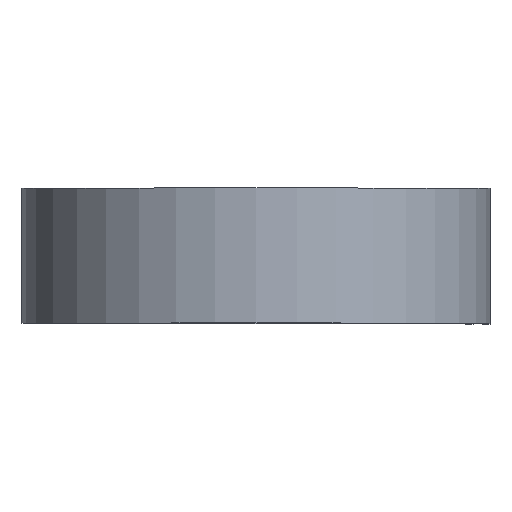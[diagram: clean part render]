
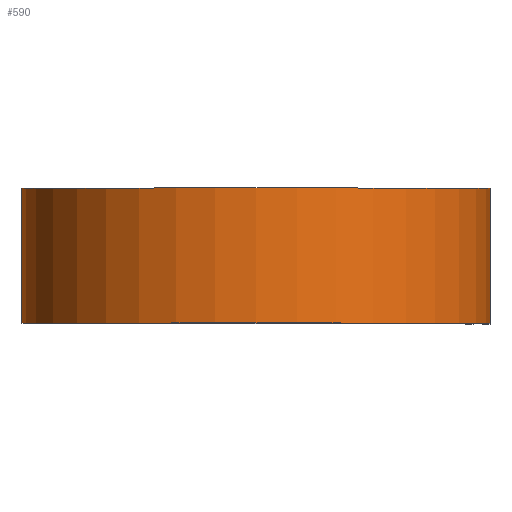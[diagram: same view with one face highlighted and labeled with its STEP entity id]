
A CAD part, top view. The second image highlights one B-rep face of the part: STEP entity #590.
In plain terms, the highlighted cylindrical face has radius 38.519 mm (diameter 77.038 mm), a partial arc.
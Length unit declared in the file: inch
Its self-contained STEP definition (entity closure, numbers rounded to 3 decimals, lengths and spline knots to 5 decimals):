
#16 = VERTEX_POINT ( 'NONE', #176 ) ;
#36 = ORIENTED_EDGE ( 'NONE', *, *, #132, .F. ) ;
#75 = DIRECTION ( 'NONE',  ( 0., -1., 0. ) ) ;
#103 = VERTEX_POINT ( 'NONE', #382 ) ;
#132 = EDGE_CURVE ( 'NONE', #16, #103, #374, .T. ) ;
#135 = ORIENTED_EDGE ( 'NONE', *, *, #168, .T. ) ;
#158 = CARTESIAN_POINT ( 'NONE',  ( 1.5165, -0.4375, 0. ) ) ;
#168 = EDGE_CURVE ( 'NONE', #16, #306, #329, .T. ) ;
#176 = CARTESIAN_POINT ( 'NONE',  ( 0., 0.4375, -1.5165 ) ) ;
#177 = CARTESIAN_POINT ( 'NONE',  ( 0., -0.4375, -1.5165 ) ) ;
#178 = EDGE_CURVE ( 'NONE', #306, #563, #313, .T. ) ;
#201 = ORIENTED_EDGE ( 'NONE', *, *, #178, .T. ) ;
#306 = VERTEX_POINT ( 'NONE', #177 ) ;
#313 = CIRCLE ( 'NONE', #719, 1.5165 ) ;
#329 = LINE ( 'NONE', #652, #361 ) ;
#361 = VECTOR ( 'NONE', #600, 39.37008 ) ;
#374 = CIRCLE ( 'NONE', #637, 1.5165 ) ;
#382 = CARTESIAN_POINT ( 'NONE',  ( 1.5165, 0.4375, 0. ) ) ;
#415 = DIRECTION ( 'NONE',  ( 0., -1., 0. ) ) ;
#537 = EDGE_LOOP ( 'NONE', ( #201, #583, #36, #135 ) ) ;
#551 = DIRECTION ( 'NONE',  ( 1., 0., 0. ) ) ;
#552 = DIRECTION ( 'NONE',  ( 0., 1., 0. ) ) ;
#554 = CARTESIAN_POINT ( 'NONE',  ( 0., -0.4375, 0. ) ) ;
#563 = VERTEX_POINT ( 'NONE', #158 ) ;
#570 = AXIS2_PLACEMENT_3D ( 'NONE', #736, #415, #732 ) ;
#583 = ORIENTED_EDGE ( 'NONE', *, *, #687, .F. ) ;
#590 = ADVANCED_FACE ( 'NONE', ( #675 ), #659, .T. ) ;
#595 = VECTOR ( 'NONE', #75, 39.37008 ) ;
#600 = DIRECTION ( 'NONE',  ( 0., -1., 0. ) ) ;
#616 = CARTESIAN_POINT ( 'NONE',  ( 1.5165, 0.4375, 0. ) ) ;
#624 = LINE ( 'NONE', #616, #595 ) ;
#637 = AXIS2_PLACEMENT_3D ( 'NONE', #661, #657, #655 ) ;
#652 = CARTESIAN_POINT ( 'NONE',  ( 0., 0.4375, -1.5165 ) ) ;
#655 = DIRECTION ( 'NONE',  ( 1., 0., 0. ) ) ;
#657 = DIRECTION ( 'NONE',  ( 0., 1., 0. ) ) ;
#659 = CYLINDRICAL_SURFACE ( 'NONE', #570, 1.5165 ) ;
#661 = CARTESIAN_POINT ( 'NONE',  ( 0., 0.4375, 0. ) ) ;
#675 = FACE_OUTER_BOUND ( 'NONE', #537, .T. ) ;
#687 = EDGE_CURVE ( 'NONE', #103, #563, #624, .T. ) ;
#719 = AXIS2_PLACEMENT_3D ( 'NONE', #554, #552, #551 ) ;
#732 = DIRECTION ( 'NONE',  ( 0., 0., -1. ) ) ;
#736 = CARTESIAN_POINT ( 'NONE',  ( 0., 0.4375, 0. ) ) ;
